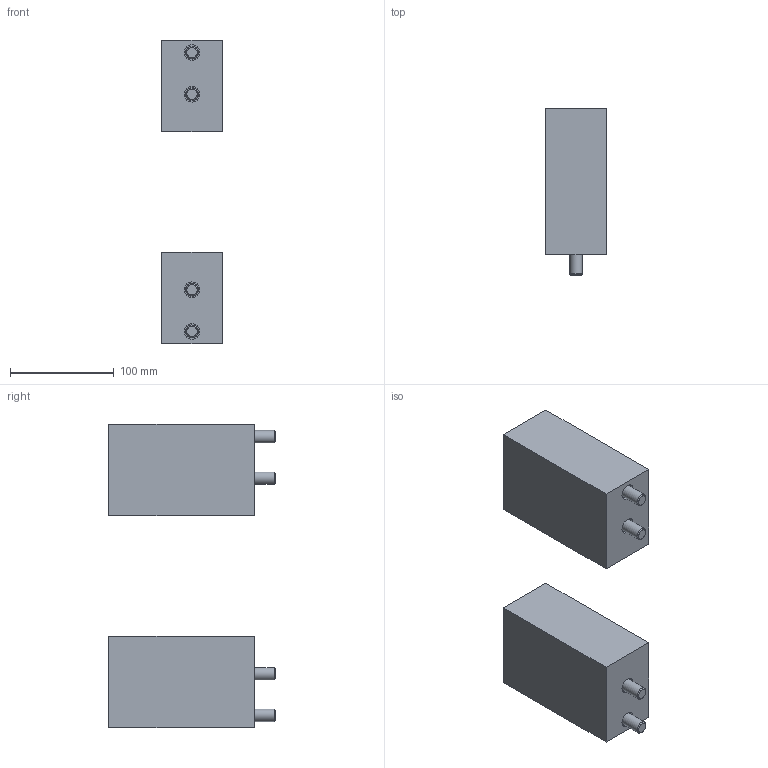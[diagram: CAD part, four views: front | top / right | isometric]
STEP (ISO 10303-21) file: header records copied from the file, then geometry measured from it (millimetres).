
FILE_DESCRIPTION(/* description */ ('STEP AP214'),/* implementation_level */ '2;1');
FILE_NAME(/* name */ '560251_BUB-HGPT-80-B',/* time_stamp */ '2024-08-05T15:47:07+02:00',/* author */ ('License CC BY-ND 4.0'),/* organization */ ('CADENAS'),/* preprocessor_version */ 'ST-DEVELOPER v19.3',/* originating_system */ 'PARTsolutions',/* authorisation */ ' ');
FILE_SCHEMA (('AUTOMOTIVE_DESIGN {1 0 10303 214 3 1 1}'));
Length unit declared in the file: millimetre
Products named in the file (3): 560251 BUB-HGPT-80-B; 560251 BUB-HGPT-80-B_G; DIN-912 - M12x35(F)
Assembly tree (6 placements, depth 2):
  560251 BUB-HGPT-80-B
    560251 BUB-HGPT-80-B_G  x2
    DIN-912 - M12x35(F)  x4
Bounding box: 58 x 160 x 292 mm (x, y, z)
Volume: 1289505.5 mm3; surface area: 145618.2 mm2
Topology: 6 solids, 6 shells, 144 faces, 272 edges, 152 vertices
Faces by surface type: plane 80, cone 44, cylinder 20
Full cylindrical faces by diameter (mm): 12 x4, 12.4 x4, 15 x4, 18 x4, 20 x4
Entity records: 1137 total; most frequent: DIRECTION 196, CARTESIAN_POINT 196, ORIENTED_EDGE 136, AXIS2_PLACEMENT_3D 83, EDGE_CURVE 68, FACE_BOUND 67, EDGE_LOOP 66, VERTEX_POINT 47
